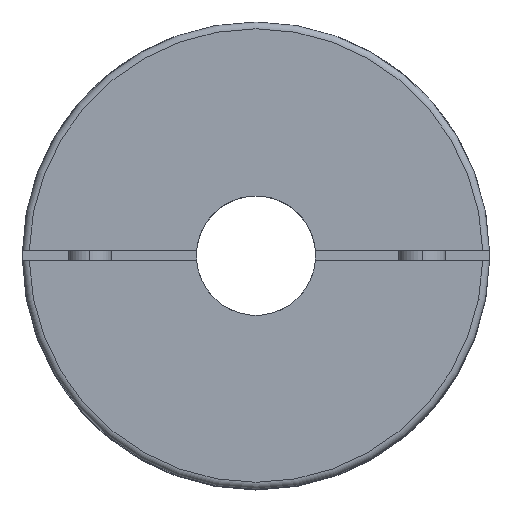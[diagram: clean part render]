
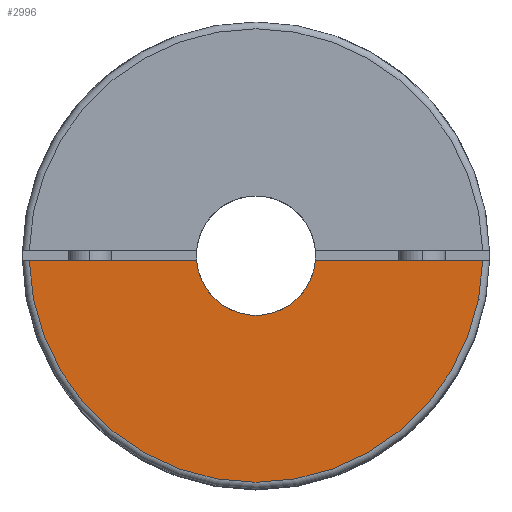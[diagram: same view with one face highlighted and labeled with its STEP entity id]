
A CAD part, top view. The second image highlights one B-rep face of the part: STEP entity #2996.
In plain terms, the highlighted planar face has unit normal (0, 0, 1).
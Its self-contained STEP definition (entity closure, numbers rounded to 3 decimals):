
#389 = VERTEX_POINT ( 'NONE', #4720 ) ;
#462 = ORIENTED_EDGE ( 'NONE', *, *, #4255, .F. ) ;
#572 = CARTESIAN_POINT ( 'NONE',  ( 0., 26.6, 0. ) ) ;
#688 = VERTEX_POINT ( 'NONE', #5411 ) ;
#709 = CARTESIAN_POINT ( 'NONE',  ( -27.4, -0.6, 0. ) ) ;
#1110 = DIRECTION ( 'NONE',  ( 1., 0., 0. ) ) ;
#1239 = CARTESIAN_POINT ( 'NONE',  ( 0., 0., 0. ) ) ;
#1321 = VERTEX_POINT ( 'NONE', #2568 ) ;
#1453 = CARTESIAN_POINT ( 'NONE',  ( -27.4, -0.6, 0. ) ) ;
#1848 = DIRECTION ( 'NONE',  ( 1., 0., 0. ) ) ;
#1892 = CARTESIAN_POINT ( 'NONE',  ( -26.593, -0.6, 0. ) ) ;
#2214 = EDGE_CURVE ( 'NONE', #1321, #4219, #3491, .T. ) ;
#2227 = AXIS2_PLACEMENT_3D ( 'NONE', #572, #3605, #1848 ) ;
#2341 = DIRECTION ( 'NONE',  ( -1., 0., 0. ) ) ;
#2506 = AXIS2_PLACEMENT_3D ( 'NONE', #4762, #3583, #2341 ) ;
#2568 = CARTESIAN_POINT ( 'NONE',  ( 26.593, -0.6, 0. ) ) ;
#2600 = VECTOR ( 'NONE', #4868, 1000. ) ;
#2845 = EDGE_LOOP ( 'NONE', ( #2855, #5600, #462, #3581 ) ) ;
#2855 = ORIENTED_EDGE ( 'NONE', *, *, #3278, .F. ) ;
#2982 = DIRECTION ( 'NONE',  ( 0., 0., -1. ) ) ;
#2996 = ADVANCED_FACE ( 'NONE', ( #3219 ), #3952, .T. ) ;
#3030 = VECTOR ( 'NONE', #1110, 1000. ) ;
#3219 = FACE_OUTER_BOUND ( 'NONE', #2845, .T. ) ;
#3271 = LINE ( 'NONE', #709, #3030 ) ;
#3278 = EDGE_CURVE ( 'NONE', #4219, #688, #3271, .T. ) ;
#3491 = CIRCLE ( 'NONE', #2506, 26.6 ) ;
#3581 = ORIENTED_EDGE ( 'NONE', *, *, #5041, .T. ) ;
#3583 = DIRECTION ( 'NONE',  ( 0., 0., -1. ) ) ;
#3605 = DIRECTION ( 'NONE',  ( 0., 0., 1. ) ) ;
#3952 = PLANE ( 'NONE',  #2227 ) ;
#3953 = AXIS2_PLACEMENT_3D ( 'NONE', #1239, #2982, #4928 ) ;
#4015 = LINE ( 'NONE', #1453, #2600 ) ;
#4219 = VERTEX_POINT ( 'NONE', #1892 ) ;
#4255 = EDGE_CURVE ( 'NONE', #389, #1321, #4015, .T. ) ;
#4720 = CARTESIAN_POINT ( 'NONE',  ( 6.974, -0.6, 0. ) ) ;
#4762 = CARTESIAN_POINT ( 'NONE',  ( 0., 0., 0. ) ) ;
#4769 = CIRCLE ( 'NONE', #3953, 7. ) ;
#4868 = DIRECTION ( 'NONE',  ( 1., 0., 0. ) ) ;
#4928 = DIRECTION ( 'NONE',  ( -1., 0., 0. ) ) ;
#5041 = EDGE_CURVE ( 'NONE', #389, #688, #4769, .T. ) ;
#5411 = CARTESIAN_POINT ( 'NONE',  ( -6.974, -0.6, 0. ) ) ;
#5600 = ORIENTED_EDGE ( 'NONE', *, *, #2214, .F. ) ;
